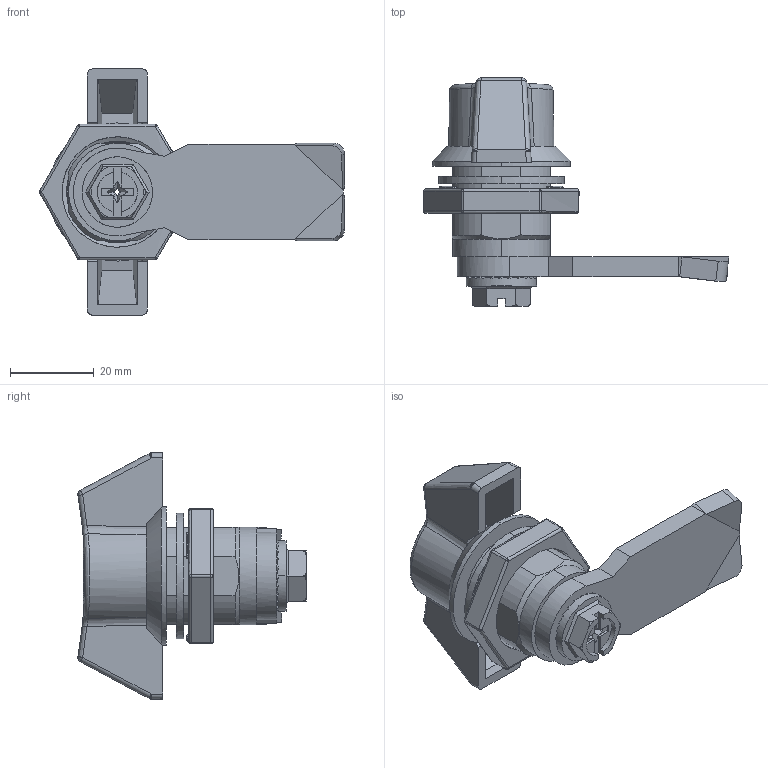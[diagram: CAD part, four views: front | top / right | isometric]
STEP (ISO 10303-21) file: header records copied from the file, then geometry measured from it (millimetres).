
FILE_DESCRIPTION(('FreeCAD Model'),'2;1');
FILE_NAME('Open CASCADE Shape Model','2025-05-28T18:51:37',('FreeCAD'),( 'FreeCAD'),'Open CASCADE STEP processor 7.6','FreeCAD','Unknown');
FILE_SCHEMA(('AUTOMOTIVE_DESIGN { 1 0 10303 214 1 1 1 1 }'));
Length unit declared in the file: millimetre
Products named in the file (1): Open CASCADE STEP translator 7.6 1
Bounding box: 72.92 x 54.54 x 58.81 mm (x, y, z)
Surface area: 14948.9 mm2 (no closed solid volume)
Topology: 0 solids, 6 shells, 294 faces, 1169 edges, 854 vertices
Faces by surface type: bspline 294
Entity records: 20821 total; most frequent: CARTESIAN_POINT 14698, ORIENTED_EDGE 2047, EDGE_CURVE 1140, B_SPLINE_CURVE_WITH_KNOTS 980, VERTEX_POINT 854, FACE_BOUND 306, EDGE_LOOP 306, ADVANCED_FACE 294
